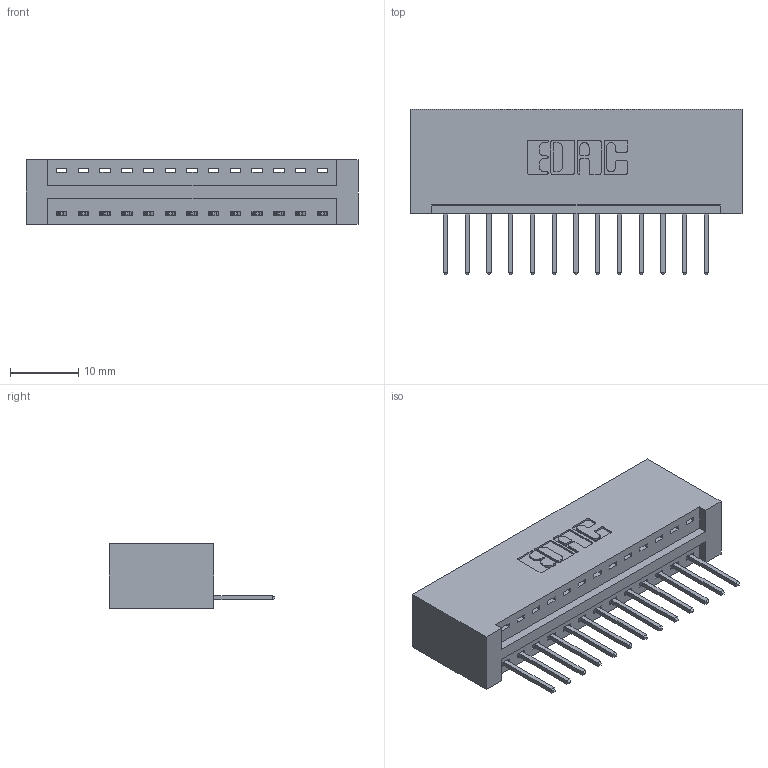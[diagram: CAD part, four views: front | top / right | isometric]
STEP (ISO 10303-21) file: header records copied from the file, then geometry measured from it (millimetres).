
FILE_DESCRIPTION (( 'STEP AP203' ), '1' );
FILE_NAME ('396-013-526-101.STEP', '2019-10-26T16:08:16', ( '' ), ( '' ), 'SwSTEP 2.0', 'SolidWorks 2016', '' );
FILE_SCHEMA (( 'CONFIG_CONTROL_DESIGN' ));
Length unit declared in the file: inch
Products named in the file (3): 346 Part_No Mounting Lugs; 396-013-526-101; 345-292-001_345-293-126
Assembly tree (14 placements, depth 2):
  396-013-526-101
    346 Part_No Mounting Lugs
    345-292-001_345-293-126  x13
Bounding box: 48.51 x 24.13 x 9.4 mm (x, y, z)
Volume: 4983.1 mm3; surface area: 5977.8 mm2
Topology: 14 solids, 14 shells, 868 faces, 2593 edges, 1710 vertices
Faces by surface type: plane 592, cylinder 276
Entity records: 11713 total; most frequent: CARTESIAN_POINT 2023, ORIENTED_EDGE 1970, DIRECTION 1815, EDGE_CURVE 985, LINE 809, VECTOR 809, VERTEX_POINT 654, AXIS2_PLACEMENT_3D 503
